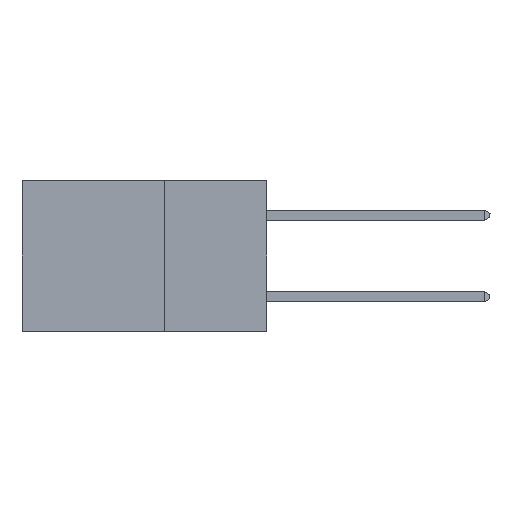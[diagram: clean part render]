
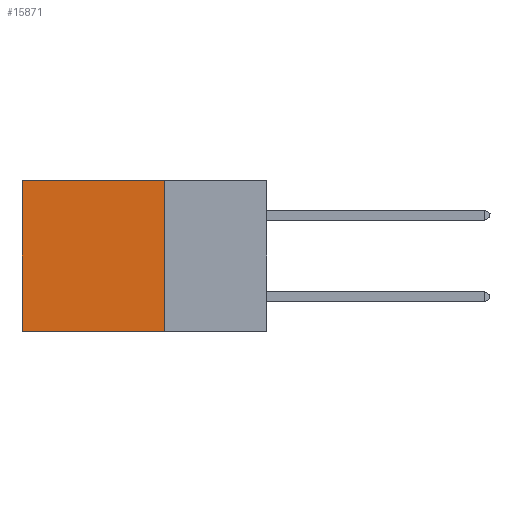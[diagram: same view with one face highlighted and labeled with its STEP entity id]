
A CAD part, left-side view. The second image highlights one B-rep face of the part: STEP entity #15871.
In plain terms, the highlighted planar face has unit normal (-1, 0, 0).
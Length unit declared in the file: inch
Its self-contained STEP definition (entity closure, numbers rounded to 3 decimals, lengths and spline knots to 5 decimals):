
#271 = CARTESIAN_POINT ( 'NONE',  ( 0.2875, 0.25, -0.37 ) ) ;
#610 = DIRECTION ( 'NONE',  ( 0., 0., -1. ) ) ;
#914 = LINE ( 'NONE', #12472, #12209 ) ;
#962 = DIRECTION ( 'NONE',  ( 0., 0., -1. ) ) ;
#2607 = ORIENTED_EDGE ( 'NONE', *, *, #26198, .T. ) ;
#3756 = ORIENTED_EDGE ( 'NONE', *, *, #18034, .F. ) ;
#4099 = DIRECTION ( 'NONE',  ( 1., 0., 0. ) ) ;
#4800 = DIRECTION ( 'NONE',  ( 0., 1., 0. ) ) ;
#5910 = EDGE_CURVE ( 'NONE', #22022, #14511, #9888, .T. ) ;
#8137 = LINE ( 'NONE', #28945, #10987 ) ;
#8454 = FACE_OUTER_BOUND ( 'NONE', #10714, .T. ) ;
#9785 = VECTOR ( 'NONE', #4800, 39.37008 ) ;
#9888 = LINE ( 'NONE', #19710, #25389 ) ;
#10042 = DIRECTION ( 'NONE',  ( 0., 1., 0. ) ) ;
#10714 = EDGE_LOOP ( 'NONE', ( #2607, #29885, #3756, #27339 ) ) ;
#10987 = VECTOR ( 'NONE', #962, 39.37008 ) ;
#12209 = VECTOR ( 'NONE', #610, 39.37008 ) ;
#12472 = CARTESIAN_POINT ( 'NONE',  ( 0.2875, 0.25, 0. ) ) ;
#14511 = VERTEX_POINT ( 'NONE', #26566 ) ;
#15871 = ADVANCED_FACE ( 'NONE', ( #8454 ), #27797, .F. ) ;
#17921 = VERTEX_POINT ( 'NONE', #23711 ) ;
#18034 = EDGE_CURVE ( 'NONE', #22022, #26573, #914, .T. ) ;
#19630 = EDGE_CURVE ( 'NONE', #26573, #17921, #24131, .T. ) ;
#19710 = CARTESIAN_POINT ( 'NONE',  ( 0.2875, 0.25, 0. ) ) ;
#20789 = CARTESIAN_POINT ( 'NONE',  ( 0.2875, 0.25, 0. ) ) ;
#22022 = VERTEX_POINT ( 'NONE', #29513 ) ;
#23711 = CARTESIAN_POINT ( 'NONE',  ( 0.2875, 0.6, -0.37 ) ) ;
#24131 = LINE ( 'NONE', #271, #9785 ) ;
#24776 = CARTESIAN_POINT ( 'NONE',  ( 0.2875, 0.25, -0.37 ) ) ;
#25389 = VECTOR ( 'NONE', #10042, 39.37008 ) ;
#26198 = EDGE_CURVE ( 'NONE', #14511, #17921, #8137, .T. ) ;
#26566 = CARTESIAN_POINT ( 'NONE',  ( 0.2875, 0.6, 0. ) ) ;
#26573 = VERTEX_POINT ( 'NONE', #24776 ) ;
#27339 = ORIENTED_EDGE ( 'NONE', *, *, #5910, .T. ) ;
#27797 = PLANE ( 'NONE',  #29984 ) ;
#28945 = CARTESIAN_POINT ( 'NONE',  ( 0.2875, 0.6, 0. ) ) ;
#29513 = CARTESIAN_POINT ( 'NONE',  ( 0.2875, 0.25, 0. ) ) ;
#29885 = ORIENTED_EDGE ( 'NONE', *, *, #19630, .F. ) ;
#29984 = AXIS2_PLACEMENT_3D ( 'NONE', #20789, #4099, #30143 ) ;
#30143 = DIRECTION ( 'NONE',  ( 0., 0., -1. ) ) ;
